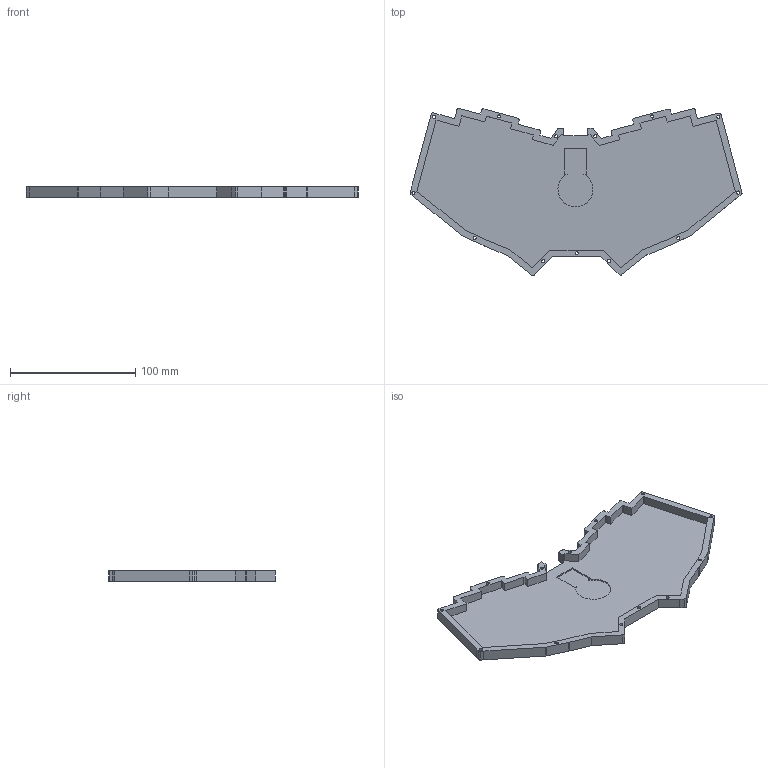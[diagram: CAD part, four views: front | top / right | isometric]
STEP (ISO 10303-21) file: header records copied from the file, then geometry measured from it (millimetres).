
FILE_DESCRIPTION(/* description */ (''),/* implementation_level */ '2;1');
FILE_NAME(/* name */ 'Bird Bottom.step',/* time_stamp */ '2024-08-28T21:57:34-07:00',/* author */ (''),/* organization */ (''),/* preprocessor_version */ 'ST-DEVELOPER v20',/* originating_system */ 'Autodesk Translation Framework v13.14.0.145',/* authorisation */ '');
FILE_SCHEMA (('AUTOMOTIVE_DESIGN { 1 0 10303 214 3 1 1 }'));
Length unit declared in the file: millimetre
Products named in the file (1): Phoenix
Bounding box: 265.21 x 133.38 x 8.6 mm (x, y, z)
Volume: 63100.3 mm3; surface area: 62101.6 mm2
Topology: 1 solids, 1 shells, 166 faces, 489 edges, 326 vertices
Faces by surface type: plane 136, cylinder 30
Full cylindrical faces by diameter (mm): 2.5 x13
Entity records: 5561 total; most frequent: CARTESIAN_POINT 982, ORIENTED_EDGE 978, DIRECTION 883, EDGE_CURVE 489, LINE 429, VECTOR 429, VERTEX_POINT 326, AXIS2_PLACEMENT_3D 227
